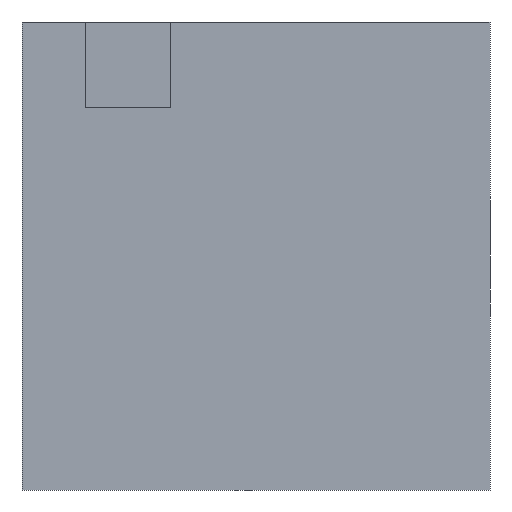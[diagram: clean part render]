
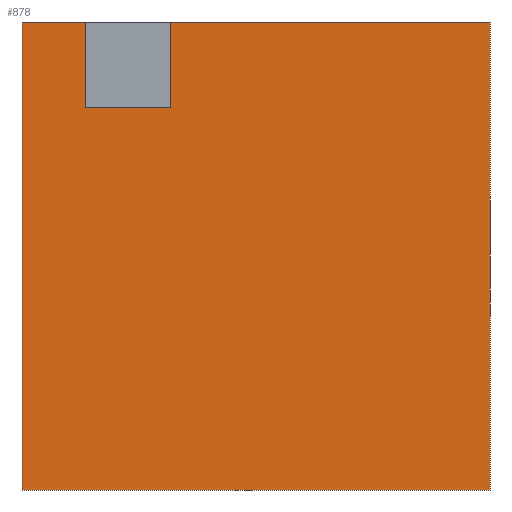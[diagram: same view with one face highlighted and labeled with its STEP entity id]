
A CAD part, front view. The second image highlights one B-rep face of the part: STEP entity #878.
In plain terms, the highlighted planar face has unit normal (0, -1, 0).
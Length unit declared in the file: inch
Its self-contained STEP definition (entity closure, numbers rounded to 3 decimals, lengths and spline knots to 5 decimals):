
#9=DIRECTION('',(0.,0.,-1.));
#10=VECTOR('',#9,110.);
#11=CARTESIAN_POINT('',(-55.,-55.,55.));
#12=LINE('',#11,#10);
#127=DIRECTION('',(-1.,0.,0.));
#128=VECTOR('',#127,20.);
#129=CARTESIAN_POINT('',(-20.,-55.,35.));
#130=LINE('',#129,#128);
#131=DIRECTION('',(0.,0.,-1.));
#132=VECTOR('',#131,20.);
#133=CARTESIAN_POINT('',(-20.,-55.,55.));
#134=LINE('',#133,#132);
#135=DIRECTION('',(1.,0.,0.));
#136=VECTOR('',#135,75.);
#137=CARTESIAN_POINT('',(-20.,-55.,55.));
#138=LINE('',#137,#136);
#139=DIRECTION('',(1.,0.,0.));
#140=VECTOR('',#139,15.);
#141=CARTESIAN_POINT('',(-55.,-55.,55.));
#142=LINE('',#141,#140);
#143=DIRECTION('',(0.,0.,-1.));
#144=VECTOR('',#143,20.);
#145=CARTESIAN_POINT('',(-40.,-55.,55.));
#146=LINE('',#145,#144);
#155=DIRECTION('',(0.,0.,-1.));
#156=VECTOR('',#155,110.);
#157=CARTESIAN_POINT('',(55.,-55.,55.));
#158=LINE('',#157,#156);
#173=DIRECTION('',(1.,0.,0.));
#174=VECTOR('',#173,110.);
#175=CARTESIAN_POINT('',(-55.,-55.,-55.));
#176=LINE('',#175,#174);
#525=CARTESIAN_POINT('',(-55.,-55.,55.));
#526=VERTEX_POINT('',#525);
#527=CARTESIAN_POINT('',(-55.,-55.,-55.));
#528=VERTEX_POINT('',#527);
#533=CARTESIAN_POINT('',(55.,-55.,55.));
#534=VERTEX_POINT('',#533);
#535=CARTESIAN_POINT('',(55.,-55.,-55.));
#536=VERTEX_POINT('',#535);
#625=CARTESIAN_POINT('',(-40.,-55.,35.));
#626=VERTEX_POINT('',#625);
#627=CARTESIAN_POINT('',(-20.,-55.,35.));
#628=VERTEX_POINT('',#627);
#633=CARTESIAN_POINT('',(-40.,-55.,55.));
#634=VERTEX_POINT('',#633);
#635=CARTESIAN_POINT('',(-20.,-55.,55.));
#636=VERTEX_POINT('',#635);
#861=CARTESIAN_POINT('',(-55.,-55.,55.));
#862=DIRECTION('',(0.,-1.,0.));
#863=DIRECTION('',(0.,0.,-1.));
#864=AXIS2_PLACEMENT_3D('',#861,#862,#863);
#865=PLANE('',#864);
#866=ORIENTED_EDGE('',*,*,#830,.F.);
#867=ORIENTED_EDGE('',*,*,#856,.F.);
#868=ORIENTED_EDGE('',*,*,#790,.T.);
#870=ORIENTED_EDGE('',*,*,#869,.T.);
#872=ORIENTED_EDGE('',*,*,#871,.F.);
#873=ORIENTED_EDGE('',*,*,#702,.F.);
#874=ORIENTED_EDGE('',*,*,#778,.T.);
#875=ORIENTED_EDGE('',*,*,#806,.T.);
#876=EDGE_LOOP('',(#866,#867,#868,#870,#872,#873,#874,#875));
#877=FACE_OUTER_BOUND('',#876,.F.);
#878=ADVANCED_FACE('',(#877),#865,.T.);
#702=EDGE_CURVE('',#526,#528,#12,.T.);
#778=EDGE_CURVE('',#526,#634,#142,.T.);
#790=EDGE_CURVE('',#636,#534,#138,.T.);
#806=EDGE_CURVE('',#634,#626,#146,.T.);
#830=EDGE_CURVE('',#628,#626,#130,.T.);
#856=EDGE_CURVE('',#636,#628,#134,.T.);
#869=EDGE_CURVE('',#534,#536,#158,.T.);
#871=EDGE_CURVE('',#528,#536,#176,.T.);
